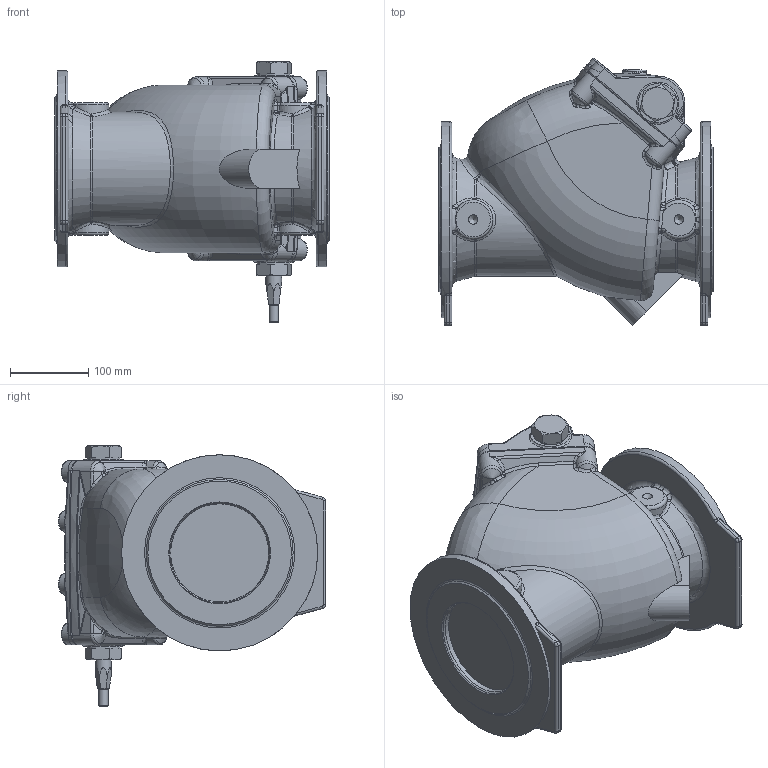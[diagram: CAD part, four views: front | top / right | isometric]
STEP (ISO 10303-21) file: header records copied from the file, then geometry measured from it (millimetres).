
FILE_DESCRIPTION (( 'STEP AP203' ), '1' );
FILE_NAME ('O_41_60_DN125.STEP', '2014-09-05T07:32:41', ( '' ), ( '' ), 'SwSTEP 2.0', 'SolidWorks 2012', '' );
FILE_SCHEMA (( 'CONFIG_CONTROL_DESIGN' ));
Length unit declared in the file: millimetre
Products named in the file (1): O_41_60_DN125
Bounding box: 350 x 340.53 x 332 mm (x, y, z)
Volume: 14352826.4 mm3; surface area: 507471.8 mm2
Topology: 1 solids, 1 shells, 635 faces, 1543 edges, 895 vertices
Faces by surface type: bspline 276, cylinder 141, plane 110, torus 68, cone 26, sphere 14
Full cylindrical faces by diameter (mm): 12 x1, 20 x1, 30 x1, 50 x2, 125 x2, 250 x2
Entity records: 32841 total; most frequent: CARTESIAN_POINT 20498, ORIENTED_EDGE 2940, DIRECTION 2034, EDGE_CURVE 1470, VERTEX_POINT 876, AXIS2_PLACEMENT_3D 863, EDGE_LOOP 674, FACE_OUTER_BOUND 654
